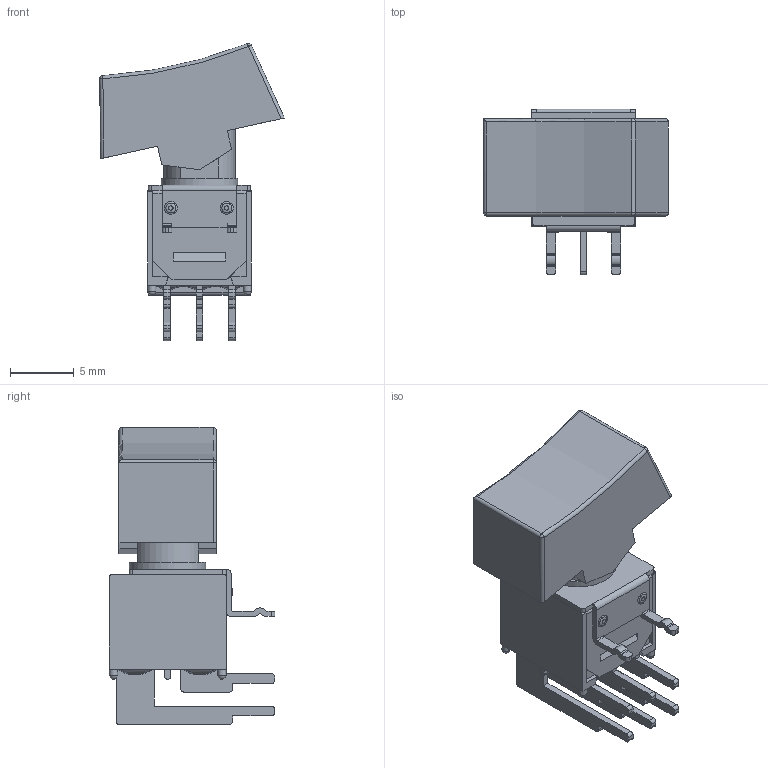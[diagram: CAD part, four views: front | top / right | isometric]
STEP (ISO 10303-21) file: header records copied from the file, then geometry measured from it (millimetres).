
FILE_DESCRIPTION((' '),'2;1');
FILE_NAME('400MDPxR1xxxM61xE.stp','2017-07-21T14:43:04',(' '),(' '),' ','ACIS',' ');
FILE_SCHEMA(('CONFIG_CONTROL_DESIGN'));
Length unit declared in the file: inch
Products named in the file (1): 400MDPxR1xxxM61xE.stp
Bounding box: 14.45 x 12.95 x 23.26 mm (x, y, z)
Volume: 766.6 mm3; surface area: 1809.6 mm2
Topology: 1 solids, 2 shells, 325 faces, 908 edges, 588 vertices
Faces by surface type: plane 215, cylinder 81, bspline 18, sphere 7, cone 2, torus 2
Full cylindrical faces by diameter (mm): 0.65 x4, 3.25 x1, 6 x1
Entity records: 12845 total; most frequent: CARTESIAN_POINT 4511, ORIENTED_EDGE 1772, DIRECTION 1628, EDGE_CURVE 886, VECTOR 628, LINE 628, VERTEX_POINT 581, AXIS2_PLACEMENT_3D 500
